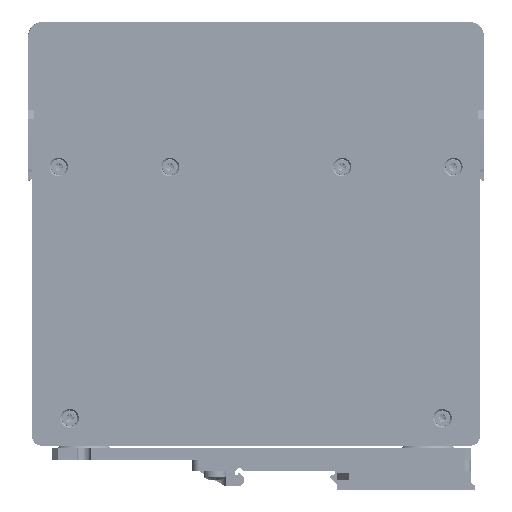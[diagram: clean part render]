
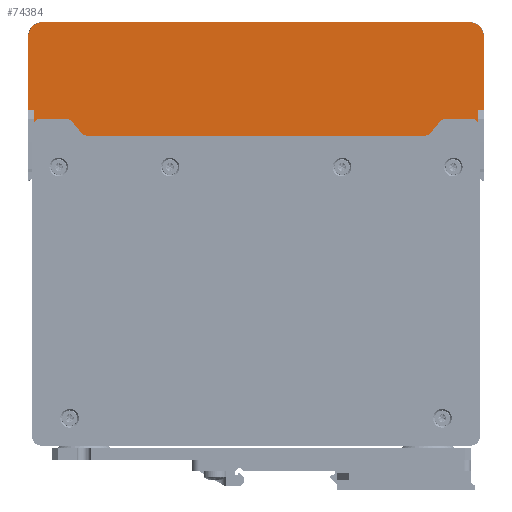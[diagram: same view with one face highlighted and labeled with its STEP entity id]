
A CAD part, left-side view. The second image highlights one B-rep face of the part: STEP entity #74384.
In plain terms, the highlighted face is planar.
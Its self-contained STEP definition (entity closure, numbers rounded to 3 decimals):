
#11738=DIRECTION('',(1.,0.,0.));
#11739=VECTOR('',#11738,25.633);
#11740=CARTESIAN_POINT('',(-141.133,1.35,
-79.43));
#11741=LINE('',#11740,#11739);
#11782=CARTESIAN_POINT('',(-146.13,1.35,
74.433));
#11783=CARTESIAN_POINT('',(-146.13,1.35,
74.813));
#11784=CARTESIAN_POINT('',(-146.046,1.35,
75.552));
#11785=CARTESIAN_POINT('',(-145.673,1.35,
76.621));
#11786=CARTESIAN_POINT('',(-145.073,1.35,
77.575));
#11787=CARTESIAN_POINT('',(-144.275,1.35,
78.373));
#11788=CARTESIAN_POINT('',(-143.321,1.35,
78.973));
#11789=CARTESIAN_POINT('',(-142.252,1.35,
79.346));
#11790=CARTESIAN_POINT('',(-141.513,1.35,
79.43));
#11791=CARTESIAN_POINT('',(-141.133,1.35,
79.43));
#11793=DIRECTION('',(1.,0.,0.));
#11794=VECTOR('',#11793,5.);
#11795=CARTESIAN_POINT('',(-115.5,1.35,77.5));
#11796=LINE('',#11795,#11794);
#11797=DIRECTION('',(0.707,0.,-0.707));
#11798=VECTOR('',#11797,6.081);
#11799=CARTESIAN_POINT('',(-110.5,1.35,64.019));
#11800=LINE('',#11799,#11798);
#11801=DIRECTION('',(0.,0.,-1.));
#11802=VECTOR('',#11801,119.438);
#11803=CARTESIAN_POINT('',(-106.2,1.35,59.719));
#11804=LINE('',#11803,#11802);
#11805=DIRECTION('',(-0.707,0.,-0.707));
#11806=VECTOR('',#11805,6.081);
#11807=CARTESIAN_POINT('',(-106.2,1.35,-59.719));
#11808=LINE('',#11807,#11806);
#11809=DIRECTION('',(-1.,0.,0.));
#11810=VECTOR('',#11809,5.);
#11811=CARTESIAN_POINT('',(-110.5,1.35,-77.5));
#11812=LINE('',#11811,#11810);
#11813=CARTESIAN_POINT('',(-141.133,1.35,
-79.43));
#11814=CARTESIAN_POINT('',(-141.513,1.35,
-79.43));
#11815=CARTESIAN_POINT('',(-142.252,1.35,
-79.346));
#11816=CARTESIAN_POINT('',(-143.321,1.35,
-78.973));
#11817=CARTESIAN_POINT('',(-144.275,1.35,
-78.373));
#11818=CARTESIAN_POINT('',(-145.073,1.35,
-77.575));
#11819=CARTESIAN_POINT('',(-145.673,1.35,
-76.621));
#11820=CARTESIAN_POINT('',(-146.046,1.35,
-75.552));
#11821=CARTESIAN_POINT('',(-146.13,1.35,
-74.813));
#11822=CARTESIAN_POINT('',(-146.13,1.35,
-74.433));
#11828=DIRECTION('',(0.,0.,-1.));
#11829=VECTOR('',#11828,148.866);
#11830=CARTESIAN_POINT('',(-146.13,1.35,
74.433));
#11831=LINE('',#11830,#11829);
#12138=DIRECTION('',(-1.,0.,0.));
#12139=VECTOR('',#12138,25.633);
#12140=CARTESIAN_POINT('',(-115.5,1.35,79.43));
#12141=LINE('',#12140,#12139);
#13498=DIRECTION('',(0.,0.,1.));
#13499=VECTOR('',#13498,1.93);
#13500=CARTESIAN_POINT('',(-115.5,1.35,-79.43));
#13501=LINE('',#13500,#13499);
#13518=DIRECTION('',(0.,0.,1.));
#13519=VECTOR('',#13518,13.481);
#13520=CARTESIAN_POINT('',(-110.5,1.35,-77.5));
#13521=LINE('',#13520,#13519);
#13546=DIRECTION('',(0.,0.,1.));
#13547=VECTOR('',#13546,13.481);
#13548=CARTESIAN_POINT('',(-110.5,1.35,64.019));
#13549=LINE('',#13548,#13547);
#13558=DIRECTION('',(0.,0.,1.));
#13559=VECTOR('',#13558,1.93);
#13560=CARTESIAN_POINT('',(-115.5,1.35,77.5));
#13561=LINE('',#13560,#13559);
#52413=VERTEX_POINT('',#11782);
#52414=VERTEX_POINT('',#11791);
#52415=CARTESIAN_POINT('',(-115.5,1.35,79.43));
#52416=VERTEX_POINT('',#52415);
#52417=CARTESIAN_POINT('',(-115.5,1.35,77.5));
#52418=VERTEX_POINT('',#52417);
#52419=CARTESIAN_POINT('',(-110.5,1.35,77.5));
#52420=VERTEX_POINT('',#52419);
#52421=CARTESIAN_POINT('',(-110.5,1.35,64.019));
#52422=VERTEX_POINT('',#52421);
#52423=CARTESIAN_POINT('',(-106.2,1.35,59.719));
#52424=VERTEX_POINT('',#52423);
#52425=CARTESIAN_POINT('',(-106.2,1.35,-59.719));
#52426=VERTEX_POINT('',#52425);
#52427=CARTESIAN_POINT('',(-110.5,1.35,-64.019));
#52428=VERTEX_POINT('',#52427);
#52429=CARTESIAN_POINT('',(-110.5,1.35,-77.5));
#52430=VERTEX_POINT('',#52429);
#52431=CARTESIAN_POINT('',(-115.5,1.35,-77.5));
#52432=VERTEX_POINT('',#52431);
#52433=CARTESIAN_POINT('',(-115.5,1.35,-79.43));
#52434=VERTEX_POINT('',#52433);
#52435=CARTESIAN_POINT('',(-141.133,1.35,
-79.43));
#52436=VERTEX_POINT('',#52435);
#52437=VERTEX_POINT('',#11822);
#74351=CARTESIAN_POINT('',(-104.2,1.35,0.));
#74352=DIRECTION('',(0.,1.,0.));
#74353=DIRECTION('',(0.,0.,-1.));
#74354=AXIS2_PLACEMENT_3D('',#74351,#74352,#74353);
#74355=PLANE('',#74354);
#74357=ORIENTED_EDGE('',*,*,#74356,.T.);
#74359=ORIENTED_EDGE('',*,*,#74358,.F.);
#74361=ORIENTED_EDGE('',*,*,#74360,.F.);
#74363=ORIENTED_EDGE('',*,*,#74362,.T.);
#74365=ORIENTED_EDGE('',*,*,#74364,.F.);
#74367=ORIENTED_EDGE('',*,*,#74366,.T.);
#74369=ORIENTED_EDGE('',*,*,#74368,.T.);
#74371=ORIENTED_EDGE('',*,*,#74370,.T.);
#74373=ORIENTED_EDGE('',*,*,#74372,.F.);
#74375=ORIENTED_EDGE('',*,*,#74374,.T.);
#74377=ORIENTED_EDGE('',*,*,#74376,.F.);
#74378=ORIENTED_EDGE('',*,*,#74292,.F.);
#74379=ORIENTED_EDGE('',*,*,#74334,.T.);
#74381=ORIENTED_EDGE('',*,*,#74380,.F.);
#74382=EDGE_LOOP('',(#74357,#74359,#74361,#74363,#74365,#74367,#74369,#74371,
#74373,#74375,#74377,#74378,#74379,#74381));
#74383=FACE_OUTER_BOUND('',#74382,.F.);
#74384=ADVANCED_FACE('',(#74383),#74355,.F.);
#11792=B_SPLINE_CURVE_WITH_KNOTS('',3,(#11782,#11783,#11784,#11785,#11786,
#11787,#11788,#11789,#11790,#11791),.UNSPECIFIED.,.F.,.F.,(4,1,1,1,1,1,1,4),(
0.,0.143,0.286,0.429,0.571,
0.714,0.857,1.),.UNSPECIFIED.);
#11823=B_SPLINE_CURVE_WITH_KNOTS('',3,(#11813,#11814,#11815,#11816,#11817,
#11818,#11819,#11820,#11821,#11822),.UNSPECIFIED.,.F.,.F.,(4,1,1,1,1,1,1,4),(
0.,0.143,0.286,0.429,0.571,
0.714,0.857,1.),.UNSPECIFIED.);
#74292=EDGE_CURVE('',#52436,#52434,#11741,.T.);
#74334=EDGE_CURVE('',#52436,#52437,#11823,.T.);
#74356=EDGE_CURVE('',#52413,#52414,#11792,.T.);
#74358=EDGE_CURVE('',#52416,#52414,#12141,.T.);
#74360=EDGE_CURVE('',#52418,#52416,#13561,.T.);
#74362=EDGE_CURVE('',#52418,#52420,#11796,.T.);
#74364=EDGE_CURVE('',#52422,#52420,#13549,.T.);
#74366=EDGE_CURVE('',#52422,#52424,#11800,.T.);
#74368=EDGE_CURVE('',#52424,#52426,#11804,.T.);
#74370=EDGE_CURVE('',#52426,#52428,#11808,.T.);
#74372=EDGE_CURVE('',#52430,#52428,#13521,.T.);
#74374=EDGE_CURVE('',#52430,#52432,#11812,.T.);
#74376=EDGE_CURVE('',#52434,#52432,#13501,.T.);
#74380=EDGE_CURVE('',#52413,#52437,#11831,.T.);
